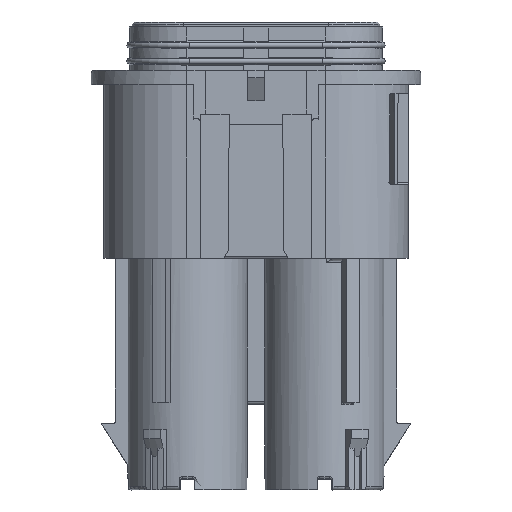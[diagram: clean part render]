
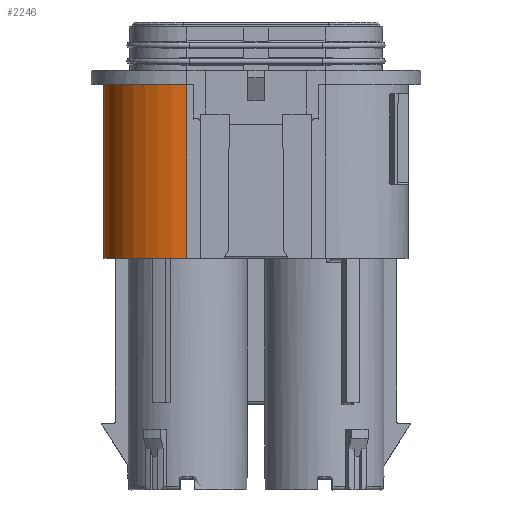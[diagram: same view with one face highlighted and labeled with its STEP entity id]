
A CAD part, front view. The second image highlights one B-rep face of the part: STEP entity #2246.
In plain terms, the highlighted cylindrical face has radius 10 mm (diameter 20 mm), a partial arc.
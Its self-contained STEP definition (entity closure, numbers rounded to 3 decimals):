
#2246=ADVANCED_FACE('',(#3862),#3069,.T.);
#3069=CYLINDRICAL_SURFACE('',#24818,10.);
#3862=FACE_OUTER_BOUND('',#5148,.T.);
#5148=EDGE_LOOP('',(#14300,#14301,#14302,#14303));
#7446=LINE('',#38505,#9658);
#7450=LINE('',#38515,#9662);
#9658=VECTOR('',#28955,1.);
#9662=VECTOR('',#28963,1.);
#14300=ORIENTED_EDGE('',*,*,#21730,.T.);
#14301=ORIENTED_EDGE('',*,*,#21731,.F.);
#14302=ORIENTED_EDGE('',*,*,#21725,.F.);
#14303=ORIENTED_EDGE('',*,*,#21390,.F.);
#18678=VERTEX_POINT('',#36963);
#18679=VERTEX_POINT('',#36965);
#18897=VERTEX_POINT('',#38506);
#18901=VERTEX_POINT('',#38516);
#21390=EDGE_CURVE('',#18678,#18679,#23492,.T.);
#21725=EDGE_CURVE('',#18679,#18897,#7446,.T.);
#21730=EDGE_CURVE('',#18678,#18901,#7450,.T.);
#21731=EDGE_CURVE('',#18897,#18901,#23548,.T.);
#23492=CIRCLE('',#24631,10.);
#23548=CIRCLE('',#24817,10.);
#24631=AXIS2_PLACEMENT_3D('',#36964,#28381,#28382);
#24817=AXIS2_PLACEMENT_3D('',#38517,#28964,#28965);
#24818=AXIS2_PLACEMENT_3D('',#38518,#28966,#28967);
#28381=DIRECTION('',(0.,0.,-1.));
#28382=DIRECTION('',(-1.,0.,0.));
#28955=DIRECTION('',(0.,0.,1.));
#28963=DIRECTION('',(0.,0.,1.));
#28964=DIRECTION('',(0.,0.,1.));
#28965=DIRECTION('',(1.,0.,0.));
#28966=DIRECTION('',(0.,0.,-1.));
#28967=DIRECTION('',(0.,-1.,0.));
#36963=CARTESIAN_POINT('',(-8.35,-14.85,-28.4));
#36964=CARTESIAN_POINT('',(-8.35,-4.85,-28.4));
#36965=CARTESIAN_POINT('',(-18.35,-4.85,-28.4));
#38505=CARTESIAN_POINT('',(-18.35,-4.85,-27.4));
#38506=CARTESIAN_POINT('',(-18.35,-4.85,-7.45));
#38515=CARTESIAN_POINT('',(-8.35,-14.85,-27.4));
#38516=CARTESIAN_POINT('',(-8.35,-14.85,-7.45));
#38517=CARTESIAN_POINT('',(-8.35,-4.85,-7.45));
#38518=CARTESIAN_POINT('',(-8.35,-4.85,-27.));
